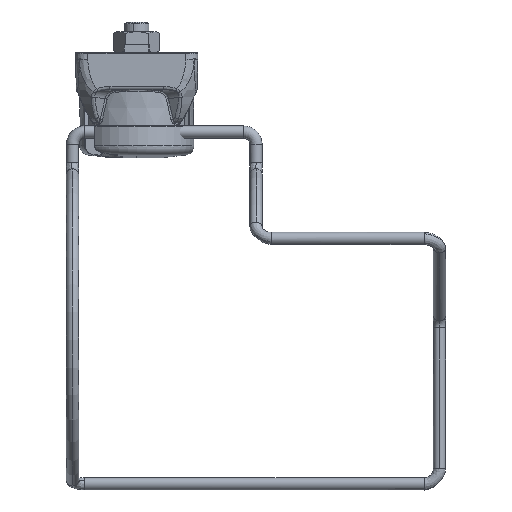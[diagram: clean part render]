
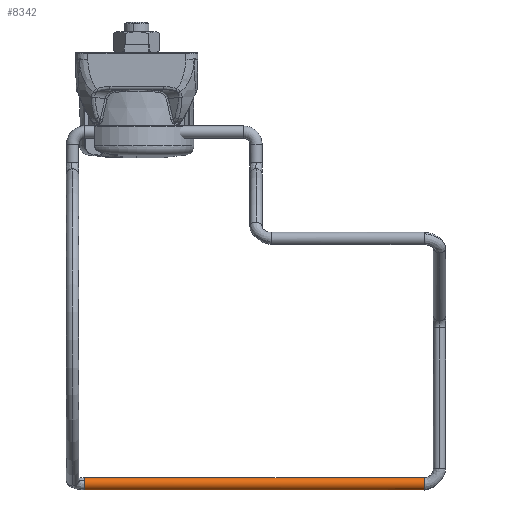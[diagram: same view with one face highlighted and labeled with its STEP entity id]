
A CAD part, left-side view. The second image highlights one B-rep face of the part: STEP entity #8342.
In plain terms, the highlighted cylindrical face has radius 2 mm (diameter 4 mm), a partial arc.
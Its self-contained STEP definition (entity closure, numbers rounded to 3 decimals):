
#1413 = CARTESIAN_POINT ( 'NONE',  ( -12.18, 17., -141.082 ) ) ;
#1728 = EDGE_CURVE ( 'NONE', #24206, #18228, #33762, .T. ) ;
#2252 = CARTESIAN_POINT ( 'NONE',  ( -10., -104.657, -143.029 ) ) ;
#2461 = VERTEX_POINT ( 'NONE', #37139 ) ;
#2537 = CARTESIAN_POINT ( 'NONE',  ( -11.537, 17., -139.748 ) ) ;
#3221 = CYLINDRICAL_SURFACE ( 'NONE', #44691, 2. ) ;
#3283 = CARTESIAN_POINT ( 'NONE',  ( -10.145, -94., -143.03 ) ) ;
#3792 = CARTESIAN_POINT ( 'NONE',  ( -11.518, -94., -142.737 ) ) ;
#6217 = CARTESIAN_POINT ( 'NONE',  ( -11.825, 17., -140.204 ) ) ;
#6477 = CARTESIAN_POINT ( 'NONE',  ( -11.669, 17., -139.924 ) ) ;
#6847 = CARTESIAN_POINT ( 'NONE',  ( -10.986, -94., -139.084 ) ) ;
#7277 = DIRECTION ( 'NONE',  ( 0., 1., 0. ) ) ;
#7588 = CARTESIAN_POINT ( 'NONE',  ( -10.293, -94., -143.014 ) ) ;
#8030 = FACE_OUTER_BOUND ( 'NONE', #12384, .T. ) ;
#8342 = ADVANCED_FACE ( 'NONE', ( #8030 ), #3221, .T. ) ;
#10865 = DIRECTION ( 'NONE',  ( 0., 1., 0. ) ) ;
#11730 = ORIENTED_EDGE ( 'NONE', *, *, #12648, .F. ) ;
#12384 = EDGE_LOOP ( 'NONE', ( #33328, #37874, #44009, #30979, #38147, #11730 ) ) ;
#12648 = EDGE_CURVE ( 'NONE', #18228, #2461, #26358, .T. ) ;
#13120 = CARTESIAN_POINT ( 'NONE',  ( -11.571, 17., -139.792 ) ) ;
#14730 = CARTESIAN_POINT ( 'NONE',  ( -12.194, -94., -141.665 ) ) ;
#15669 = LINE ( 'NONE', #49479, #44926 ) ;
#16352 = CARTESIAN_POINT ( 'NONE',  ( -10.821, 17., -139.156 ) ) ;
#16606 = CARTESIAN_POINT ( 'NONE',  ( -10., 17., -139.03 ) ) ;
#18228 = VERTEX_POINT ( 'NONE', #45644 ) ;
#18285 = CARTESIAN_POINT ( 'NONE',  ( -10.08, -94., -139.03 ) ) ;
#18529 = CARTESIAN_POINT ( 'NONE',  ( -10.441, -94., -142.98 ) ) ;
#19340 = CARTESIAN_POINT ( 'NONE',  ( -10., -94., -143.03 ) ) ;
#21728 = CARTESIAN_POINT ( 'NONE',  ( -11.753, 17., -140.062 ) ) ;
#22348 = CARTESIAN_POINT ( 'NONE',  ( -10.441, -94., -142.98 ) ) ;
#22776 = DIRECTION ( 'NONE',  ( 0., 0., 1. ) ) ;
#23450 = VERTEX_POINT ( 'NONE', #43591 ) ;
#24206 = VERTEX_POINT ( 'NONE', #19340 ) ;
#25551 = CARTESIAN_POINT ( 'NONE',  ( -10.871, 17., -142.889 ) ) ;
#25669 = CARTESIAN_POINT ( 'NONE',  ( -10., -94., -139.029 ) ) ;
#25927 = CARTESIAN_POINT ( 'NONE',  ( -11.229, 17., -139.449 ) ) ;
#26358 = B_SPLINE_CURVE_WITH_KNOTS ( 'NONE', 3,
 ( #32682, #44839, #25551, #41035, #1413, #6217, #21728, #6477, #37239, #13120 ),
 .UNSPECIFIED., .F., .F.,
 ( 4, 2, 1, 1, 1, 1, 4 ),
 ( 0., 0.297, 0.859, 0.895, 0.93, 0.965, 1. ),
 .UNSPECIFIED. ) ;
#26430 = CARTESIAN_POINT ( 'NONE',  ( -11.756, -94., -139.727 ) ) ;
#26612 = CARTESIAN_POINT ( 'NONE',  ( -10., -104.657, -141.029 ) ) ;
#26734 = EDGE_CURVE ( 'NONE', #23450, #24206, #29076, .T. ) ;
#28560 = CARTESIAN_POINT ( 'NONE',  ( -11.571, 17., -139.792 ) ) ;
#29076 = B_SPLINE_CURVE_WITH_KNOTS ( 'NONE', 3,
 ( #18529, #7588, #3283, #30240 ),
 .UNSPECIFIED., .F., .F.,
 ( 4, 4 ),
 ( 0., 1. ),
 .UNSPECIFIED. ) ;
#30240 = CARTESIAN_POINT ( 'NONE',  ( -10., -94., -143.03 ) ) ;
#30979 = ORIENTED_EDGE ( 'NONE', *, *, #33723, .T. ) ;
#32682 = CARTESIAN_POINT ( 'NONE',  ( -10., 17., -143.029 ) ) ;
#33328 = ORIENTED_EDGE ( 'NONE', *, *, #1728, .F. ) ;
#33551 = CARTESIAN_POINT ( 'NONE',  ( -11.466, 17., -139.665 ) ) ;
#33723 = EDGE_CURVE ( 'NONE', #36571, #37722, #15669, .T. ) ;
#33762 = LINE ( 'NONE', #2252, #43482 ) ;
#34931 = CARTESIAN_POINT ( 'NONE',  ( -10., 17., -139.03 ) ) ;
#35357 = B_SPLINE_CURVE_WITH_KNOTS ( 'NONE', 3,
 ( #28560, #2537, #33551, #47840, #25927, #16352, #49029, #16606 ),
 .UNSPECIFIED., .F., .F.,
 ( 4, 1, 1, 1, 1, 4 ),
 ( 0., 0.087, 0.173, 0.26, 0.347, 1. ),
 .UNSPECIFIED. ) ;
#36571 = VERTEX_POINT ( 'NONE', #25669 ) ;
#37139 = CARTESIAN_POINT ( 'NONE',  ( -11.571, 17., -139.792 ) ) ;
#37155 = B_SPLINE_CURVE_WITH_KNOTS ( 'NONE', 3,
 ( #41666, #38603, #18285, #6847, #26430, #14730, #3792, #22348 ),
 .UNSPECIFIED., .F., .F.,
 ( 4, 1, 1, 2, 4 ),
 ( 0., 0.007, 0.034, 0.463, 1. ),
 .UNSPECIFIED. ) ;
#37239 = CARTESIAN_POINT ( 'NONE',  ( -11.605, 17., -139.835 ) ) ;
#37722 = VERTEX_POINT ( 'NONE', #34931 ) ;
#37874 = ORIENTED_EDGE ( 'NONE', *, *, #26734, .F. ) ;
#38147 = ORIENTED_EDGE ( 'NONE', *, *, #43515, .F. ) ;
#38603 = CARTESIAN_POINT ( 'NONE',  ( -10.014, -94., -139.029 ) ) ;
#41035 = CARTESIAN_POINT ( 'NONE',  ( -11.931, 17., -142.054 ) ) ;
#41125 = DIRECTION ( 'NONE',  ( 0., 1., 0. ) ) ;
#41666 = CARTESIAN_POINT ( 'NONE',  ( -10., -94., -139.029 ) ) ;
#43482 = VECTOR ( 'NONE', #41125, 1000. ) ;
#43515 = EDGE_CURVE ( 'NONE', #2461, #37722, #35357, .T. ) ;
#43591 = CARTESIAN_POINT ( 'NONE',  ( -10.441, -94., -142.98 ) ) ;
#43613 = EDGE_CURVE ( 'NONE', #36571, #23450, #37155, .T. ) ;
#44009 = ORIENTED_EDGE ( 'NONE', *, *, #43613, .F. ) ;
#44691 = AXIS2_PLACEMENT_3D ( 'NONE', #26612, #7277, #22776 ) ;
#44839 = CARTESIAN_POINT ( 'NONE',  ( -10.434, 17., -143.029 ) ) ;
#44926 = VECTOR ( 'NONE', #10865, 1000. ) ;
#45644 = CARTESIAN_POINT ( 'NONE',  ( -10., 17., -143.029 ) ) ;
#47840 = CARTESIAN_POINT ( 'NONE',  ( -11.351, 17., -139.551 ) ) ;
#49029 = CARTESIAN_POINT ( 'NONE',  ( -10.386, 17., -139.03 ) ) ;
#49479 = CARTESIAN_POINT ( 'NONE',  ( -10., -104.657, -139.029 ) ) ;
